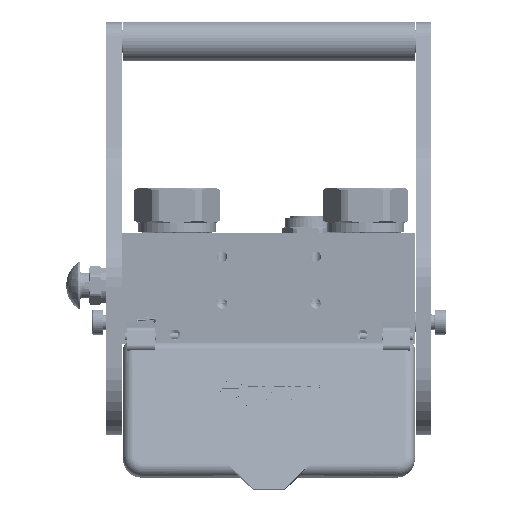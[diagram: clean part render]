
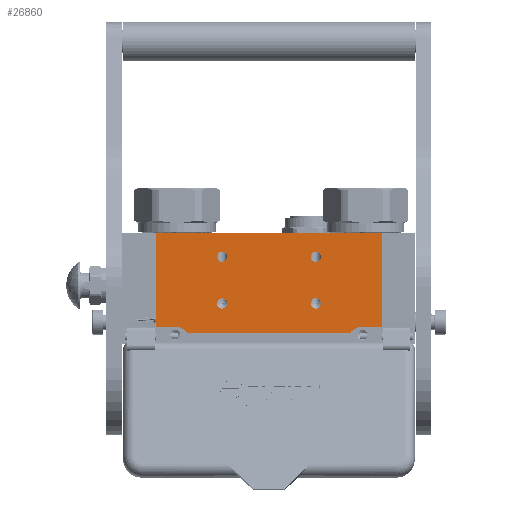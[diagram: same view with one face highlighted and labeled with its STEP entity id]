
A CAD part, left-side view. The second image highlights one B-rep face of the part: STEP entity #26860.
In plain terms, the highlighted face is planar.
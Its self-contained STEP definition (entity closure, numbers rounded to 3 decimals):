
#4528 = VERTEX_POINT ( 'NONE', #31610 ) ;
#5045 = DIRECTION ( 'NONE',  ( 0., 0., -1. ) ) ;
#6539 = DIRECTION ( 'NONE',  ( 0.815, -0.58, 0. ) ) ;
#6633 = DIRECTION ( 'NONE',  ( 0., 0., -1. ) ) ;
#6964 = ORIENTED_EDGE ( 'NONE', *, *, #26509, .F. ) ;
#8459 = FACE_BOUND ( 'NONE', #125915, .T. ) ;
#9476 = CARTESIAN_POINT ( 'NONE',  ( 124., 48.3, -108. ) ) ;
#9685 = CIRCLE ( 'NONE', #87282, 3.3 ) ;
#10352 = FACE_BOUND ( 'NONE', #25634, .T. ) ;
#10632 = LINE ( 'NONE', #120628, #96495 ) ;
#11618 = VERTEX_POINT ( 'NONE', #61680 ) ;
#15794 = DIRECTION ( 'NONE',  ( -1., 0., 0. ) ) ;
#17633 = CARTESIAN_POINT ( 'NONE',  ( 64., 11.7, -108. ) ) ;
#19303 = FACE_BOUND ( 'NONE', #38578, .T. ) ;
#19941 = VERTEX_POINT ( 'NONE', #67294 ) ;
#20808 = VERTEX_POINT ( 'NONE', #79940 ) ;
#21029 = DIRECTION ( 'NONE',  ( -1., 0., 0. ) ) ;
#23105 = VERTEX_POINT ( 'NONE', #96130 ) ;
#23985 = VERTEX_POINT ( 'NONE', #74620 ) ;
#25487 = EDGE_CURVE ( 'NONE', #31239, #60135, #111462, .T. ) ;
#25634 = EDGE_LOOP ( 'NONE', ( #47177, #81597 ) ) ;
#26509 = EDGE_CURVE ( 'NONE', #99858, #11618, #78673, .T. ) ;
#26860 = ADVANCED_FACE ( 'NONE', ( #137899, #10352, #19303, #8459, #35452 ), #68788, .T. ) ;
#26892 = CARTESIAN_POINT ( 'NONE',  ( 166.7, 0., -108. ) ) ;
#27163 = LINE ( 'NONE', #108264, #48765 ) ;
#27627 = DIRECTION ( 'NONE',  ( 0., 1., 0. ) ) ;
#27978 = AXIS2_PLACEMENT_3D ( 'NONE', #69263, #89767, #21029 ) ;
#29573 = EDGE_CURVE ( 'NONE', #45423, #99858, #32267, .T. ) ;
#31239 = VERTEX_POINT ( 'NONE', #70795 ) ;
#31610 = CARTESIAN_POINT ( 'NONE',  ( 154., 60., -108. ) ) ;
#31838 = EDGE_CURVE ( 'NONE', #146350, #112584, #124816, .T. ) ;
#32267 = LINE ( 'NONE', #60397, #89662 ) ;
#32755 = ORIENTED_EDGE ( 'NONE', *, *, #116697, .F. ) ;
#32799 = DIRECTION ( 'NONE',  ( 0., -1., 0. ) ) ;
#34165 = CARTESIAN_POINT ( 'NONE',  ( 166.7, 60., -108. ) ) ;
#34489 = CARTESIAN_POINT ( 'NONE',  ( 21.3, 0., -108. ) ) ;
#35452 = FACE_OUTER_BOUND ( 'NONE', #41642, .T. ) ;
#35608 = VERTEX_POINT ( 'NONE', #132665 ) ;
#37617 = CARTESIAN_POINT ( 'NONE',  ( 64., 15., -108. ) ) ;
#38578 = EDGE_LOOP ( 'NONE', ( #58992, #88541 ) ) ;
#39179 = CARTESIAN_POINT ( 'NONE',  ( 124., 15., -108. ) ) ;
#39851 = DIRECTION ( 'NONE',  ( 0., 0., -1. ) ) ;
#40255 = ORIENTED_EDGE ( 'NONE', *, *, #142617, .T. ) ;
#40981 = VERTEX_POINT ( 'NONE', #76479 ) ;
#41642 = EDGE_LOOP ( 'NONE', ( #104503, #108737, #65997, #40255, #6964, #122973, #147012, #97011 ) ) ;
#43278 = AXIS2_PLACEMENT_3D ( 'NONE', #111504, #6633, #53857 ) ;
#45423 = VERTEX_POINT ( 'NONE', #103794 ) ;
#47076 = DIRECTION ( 'NONE',  ( 0., 0., -1. ) ) ;
#47177 = ORIENTED_EDGE ( 'NONE', *, *, #134345, .F. ) ;
#47711 = EDGE_CURVE ( 'NONE', #20808, #35608, #85593, .T. ) ;
#48765 = VECTOR ( 'NONE', #120266, 1000. ) ;
#48986 = DIRECTION ( 'NONE',  ( 0., 1., 0. ) ) ;
#52308 = CARTESIAN_POINT ( 'NONE',  ( 34., 70., -108. ) ) ;
#52398 = AXIS2_PLACEMENT_3D ( 'NONE', #86465, #39851, #132677 ) ;
#53857 = DIRECTION ( 'NONE',  ( 0., -1., 0. ) ) ;
#58992 = ORIENTED_EDGE ( 'NONE', *, *, #136226, .F. ) ;
#60135 = VERTEX_POINT ( 'NONE', #9476 ) ;
#60397 = CARTESIAN_POINT ( 'NONE',  ( 145.854, 64.2, -108. ) ) ;
#60888 = DIRECTION ( 'NONE',  ( -1., 0., 0. ) ) ;
#61540 = ORIENTED_EDGE ( 'NONE', *, *, #25487, .F. ) ;
#61680 = CARTESIAN_POINT ( 'NONE',  ( 34., 60., -108. ) ) ;
#64493 = AXIS2_PLACEMENT_3D ( 'NONE', #52308, #5045, #6539 ) ;
#65997 = ORIENTED_EDGE ( 'NONE', *, *, #121341, .T. ) ;
#66072 = AXIS2_PLACEMENT_3D ( 'NONE', #39179, #72847, #27627 ) ;
#67294 = CARTESIAN_POINT ( 'NONE',  ( 21.3, 60., -108. ) ) ;
#67767 = EDGE_CURVE ( 'NONE', #60135, #31239, #105741, .T. ) ;
#68788 = PLANE ( 'NONE',  #27978 ) ;
#69146 = VERTEX_POINT ( 'NONE', #130688 ) ;
#69180 = EDGE_CURVE ( 'NONE', #78751, #69146, #135889, .T. ) ;
#69263 = CARTESIAN_POINT ( 'NONE',  ( 166.7, 0., -108. ) ) ;
#70795 = CARTESIAN_POINT ( 'NONE',  ( 124., 41.7, -108. ) ) ;
#71815 = DIRECTION ( 'NONE',  ( 0., 0., -1. ) ) ;
#72579 = CIRCLE ( 'NONE', #135703, 3.3 ) ;
#72847 = DIRECTION ( 'NONE',  ( 0., 0., -1. ) ) ;
#74620 = CARTESIAN_POINT ( 'NONE',  ( 21.3, 0., -108. ) ) ;
#76143 = EDGE_CURVE ( 'NONE', #4528, #45423, #120366, .T. ) ;
#76479 = CARTESIAN_POINT ( 'NONE',  ( 124., 18.3, -108. ) ) ;
#78673 = CIRCLE ( 'NONE', #64493, 10. ) ;
#78751 = VERTEX_POINT ( 'NONE', #17633 ) ;
#79940 = CARTESIAN_POINT ( 'NONE',  ( 64., 48.3, -108. ) ) ;
#80186 = DIRECTION ( 'NONE',  ( 0., 1., 0. ) ) ;
#81195 = CARTESIAN_POINT ( 'NONE',  ( 124., 45., -108. ) ) ;
#81597 = ORIENTED_EDGE ( 'NONE', *, *, #130380, .F. ) ;
#85593 = CIRCLE ( 'NONE', #98956, 3.3 ) ;
#86465 = CARTESIAN_POINT ( 'NONE',  ( 64., 15., -108. ) ) ;
#86830 = AXIS2_PLACEMENT_3D ( 'NONE', #81195, #47076, #114304 ) ;
#87133 = VECTOR ( 'NONE', #48986, 1000. ) ;
#87282 = AXIS2_PLACEMENT_3D ( 'NONE', #37617, #71815, #141079 ) ;
#88541 = ORIENTED_EDGE ( 'NONE', *, *, #47711, .F. ) ;
#89662 = VECTOR ( 'NONE', #60888, 1000. ) ;
#89767 = DIRECTION ( 'NONE',  ( 0., 0., -1. ) ) ;
#95251 = CARTESIAN_POINT ( 'NONE',  ( 64., 45., -108. ) ) ;
#96130 = CARTESIAN_POINT ( 'NONE',  ( 124., 11.7, -108. ) ) ;
#96495 = VECTOR ( 'NONE', #15794, 1000. ) ;
#97011 = ORIENTED_EDGE ( 'NONE', *, *, #148202, .F. ) ;
#98338 = LINE ( 'NONE', #34489, #137840 ) ;
#98956 = AXIS2_PLACEMENT_3D ( 'NONE', #95251, #130917, #118835 ) ;
#99858 = VERTEX_POINT ( 'NONE', #110958 ) ;
#100559 = ORIENTED_EDGE ( 'NONE', *, *, #69180, .F. ) ;
#102330 = EDGE_CURVE ( 'NONE', #146350, #23985, #10632, .T. ) ;
#103794 = CARTESIAN_POINT ( 'NONE',  ( 145.854, 64.2, -108. ) ) ;
#104503 = ORIENTED_EDGE ( 'NONE', *, *, #31838, .F. ) ;
#105741 = CIRCLE ( 'NONE', #86830, 3.3 ) ;
#108264 = CARTESIAN_POINT ( 'NONE',  ( 21.3, 60., -108. ) ) ;
#108737 = ORIENTED_EDGE ( 'NONE', *, *, #102330, .T. ) ;
#110958 = CARTESIAN_POINT ( 'NONE',  ( 42.146, 64.2, -108. ) ) ;
#111462 = CIRCLE ( 'NONE', #119163, 3.3 ) ;
#111504 = CARTESIAN_POINT ( 'NONE',  ( 154., 70., -108. ) ) ;
#112584 = VERTEX_POINT ( 'NONE', #147201 ) ;
#113086 = CIRCLE ( 'NONE', #143660, 3.3 ) ;
#114304 = DIRECTION ( 'NONE',  ( 0., 1., 0. ) ) ;
#114430 = DIRECTION ( 'NONE',  ( -1., 0., 0. ) ) ;
#116697 = EDGE_CURVE ( 'NONE', #69146, #78751, #9685, .T. ) ;
#118835 = DIRECTION ( 'NONE',  ( 0., 1., 0. ) ) ;
#119163 = AXIS2_PLACEMENT_3D ( 'NONE', #127237, #137893, #136883 ) ;
#120266 = DIRECTION ( 'NONE',  ( 1., 0., 0. ) ) ;
#120366 = CIRCLE ( 'NONE', #43278, 10. ) ;
#120628 = CARTESIAN_POINT ( 'NONE',  ( 166.7, 0., -108. ) ) ;
#121341 = EDGE_CURVE ( 'NONE', #23985, #19941, #98338, .T. ) ;
#122097 = VECTOR ( 'NONE', #114430, 1000. ) ;
#122973 = ORIENTED_EDGE ( 'NONE', *, *, #29573, .F. ) ;
#124563 = DIRECTION ( 'NONE',  ( 0., 0., -1. ) ) ;
#124816 = LINE ( 'NONE', #26892, #87133 ) ;
#124972 = ORIENTED_EDGE ( 'NONE', *, *, #67767, .F. ) ;
#125180 = EDGE_LOOP ( 'NONE', ( #61540, #124972 ) ) ;
#125915 = EDGE_LOOP ( 'NONE', ( #100559, #32755 ) ) ;
#127237 = CARTESIAN_POINT ( 'NONE',  ( 124., 45., -108. ) ) ;
#129938 = DIRECTION ( 'NONE',  ( 0., 0., -1. ) ) ;
#130380 = EDGE_CURVE ( 'NONE', #40981, #23105, #139309, .T. ) ;
#130688 = CARTESIAN_POINT ( 'NONE',  ( 64., 18.3, -108. ) ) ;
#130917 = DIRECTION ( 'NONE',  ( 0., 0., -1. ) ) ;
#131223 = LINE ( 'NONE', #34165, #122097 ) ;
#132665 = CARTESIAN_POINT ( 'NONE',  ( 64., 41.7, -108. ) ) ;
#132677 = DIRECTION ( 'NONE',  ( 0., -1., 0. ) ) ;
#134345 = EDGE_CURVE ( 'NONE', #23105, #40981, #72579, .T. ) ;
#135703 = AXIS2_PLACEMENT_3D ( 'NONE', #148226, #124563, #32799 ) ;
#135889 = CIRCLE ( 'NONE', #52398, 3.3 ) ;
#136226 = EDGE_CURVE ( 'NONE', #35608, #20808, #113086, .T. ) ;
#136883 = DIRECTION ( 'NONE',  ( 0., -1., 0. ) ) ;
#137840 = VECTOR ( 'NONE', #80186, 1000. ) ;
#137893 = DIRECTION ( 'NONE',  ( 0., 0., -1. ) ) ;
#137899 = FACE_BOUND ( 'NONE', #125180, .T. ) ;
#139309 = CIRCLE ( 'NONE', #66072, 3.3 ) ;
#141079 = DIRECTION ( 'NONE',  ( 0., 1., 0. ) ) ;
#141548 = DIRECTION ( 'NONE',  ( 0., -1., 0. ) ) ;
#142027 = CARTESIAN_POINT ( 'NONE',  ( 64., 45., -108. ) ) ;
#142617 = EDGE_CURVE ( 'NONE', #19941, #11618, #27163, .T. ) ;
#143660 = AXIS2_PLACEMENT_3D ( 'NONE', #142027, #129938, #141548 ) ;
#146350 = VERTEX_POINT ( 'NONE', #147980 ) ;
#147012 = ORIENTED_EDGE ( 'NONE', *, *, #76143, .F. ) ;
#147201 = CARTESIAN_POINT ( 'NONE',  ( 166.7, 60., -108. ) ) ;
#147980 = CARTESIAN_POINT ( 'NONE',  ( 166.7, 0., -108. ) ) ;
#148202 = EDGE_CURVE ( 'NONE', #112584, #4528, #131223, .T. ) ;
#148226 = CARTESIAN_POINT ( 'NONE',  ( 124., 15., -108. ) ) ;
